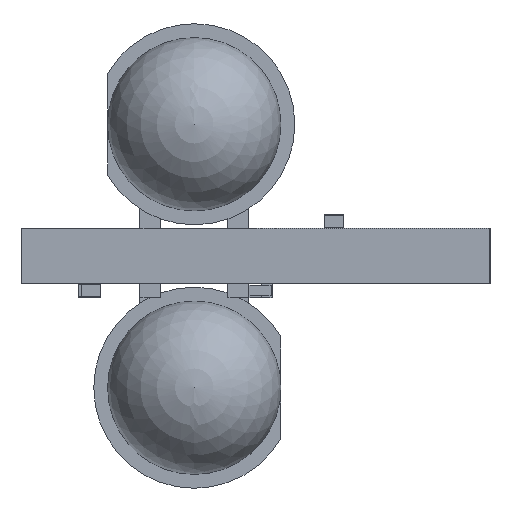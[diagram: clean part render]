
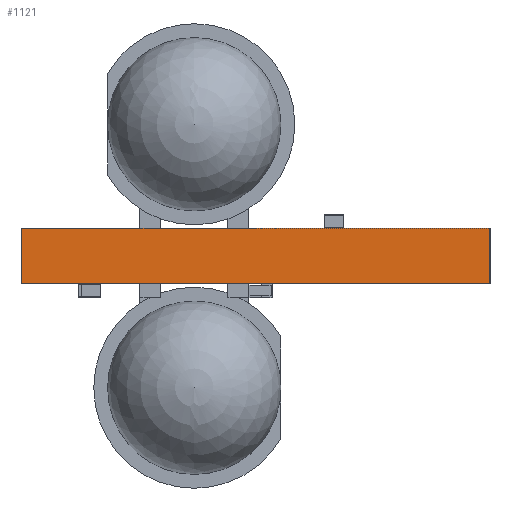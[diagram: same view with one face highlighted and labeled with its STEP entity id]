
A CAD part, left-side view. The second image highlights one B-rep face of the part: STEP entity #1121.
In plain terms, the highlighted planar face has unit normal (-1, 0, 0).
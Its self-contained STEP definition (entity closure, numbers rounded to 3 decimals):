
#296 = VERTEX_POINT('',#297);
#297 = CARTESIAN_POINT('',(-8.,-6.75,-1.6));
#312 = VERTEX_POINT('',#313);
#313 = CARTESIAN_POINT('',(-8.,6.75,-1.6));
#319 = EDGE_CURVE('',#296,#312,#320,.T.);
#320 = LINE('',#321,#322);
#321 = CARTESIAN_POINT('',(-8.,-6.75,-1.6));
#322 = VECTOR('',#323,1.);
#323 = DIRECTION('',(0.,1.,0.));
#1079 = EDGE_CURVE('',#1080,#296,#1082,.T.);
#1080 = VERTEX_POINT('',#1081);
#1081 = CARTESIAN_POINT('',(-8.,-6.75,0.));
#1082 = LINE('',#1083,#1084);
#1083 = CARTESIAN_POINT('',(-8.,-6.75,0.));
#1084 = VECTOR('',#1085,1.);
#1085 = DIRECTION('',(0.,0.,-1.));
#1121 = ADVANCED_FACE('',(#1122),#1140,.F.);
#1122 = FACE_BOUND('',#1123,.F.);
#1123 = EDGE_LOOP('',(#1124,#1125,#1126,#1134));
#1124 = ORIENTED_EDGE('',*,*,#1079,.T.);
#1125 = ORIENTED_EDGE('',*,*,#319,.T.);
#1126 = ORIENTED_EDGE('',*,*,#1127,.F.);
#1127 = EDGE_CURVE('',#1128,#312,#1130,.T.);
#1128 = VERTEX_POINT('',#1129);
#1129 = CARTESIAN_POINT('',(-8.,6.75,0.));
#1130 = LINE('',#1131,#1132);
#1131 = CARTESIAN_POINT('',(-8.,6.75,0.));
#1132 = VECTOR('',#1133,1.);
#1133 = DIRECTION('',(0.,0.,-1.));
#1134 = ORIENTED_EDGE('',*,*,#1135,.F.);
#1135 = EDGE_CURVE('',#1080,#1128,#1136,.T.);
#1136 = LINE('',#1137,#1138);
#1137 = CARTESIAN_POINT('',(-8.,-6.75,0.));
#1138 = VECTOR('',#1139,1.);
#1139 = DIRECTION('',(0.,1.,0.));
#1140 = PLANE('',#1141);
#1141 = AXIS2_PLACEMENT_3D('',#1142,#1143,#1144);
#1142 = CARTESIAN_POINT('',(-8.,-6.75,0.));
#1143 = DIRECTION('',(1.,0.,0.));
#1144 = DIRECTION('',(0.,1.,0.));
